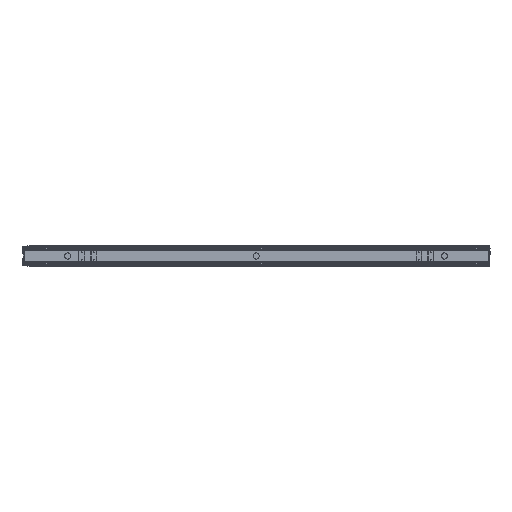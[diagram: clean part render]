
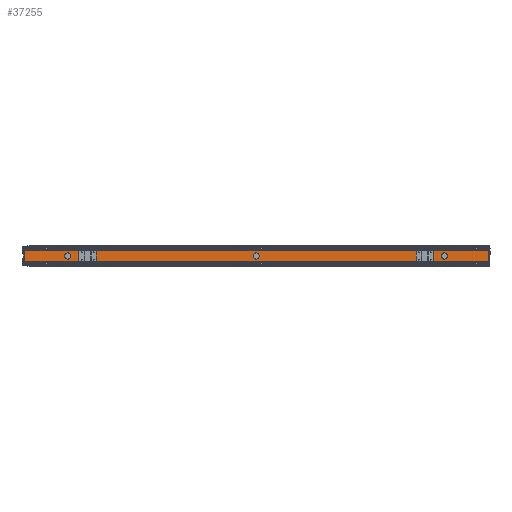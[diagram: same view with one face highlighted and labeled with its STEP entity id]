
A CAD part, left-side view. The second image highlights one B-rep face of the part: STEP entity #37255.
In plain terms, the highlighted face is planar.
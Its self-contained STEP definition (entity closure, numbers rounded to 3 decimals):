
#594=FACE_BOUND('',#5696,.T.);
#595=FACE_BOUND('',#5697,.T.);
#596=FACE_BOUND('',#5698,.T.);
#597=FACE_BOUND('',#5699,.T.);
#598=FACE_BOUND('',#5700,.T.);
#1343=PLANE('',#39930);
#3588=FACE_OUTER_BOUND('',#5695,.T.);
#5695=EDGE_LOOP('',(#30014,#30015,#30016,#30017));
#5696=EDGE_LOOP('',(#30018,#30019,#30020,#30021));
#5697=EDGE_LOOP('',(#30022,#30023,#30024,#30025));
#5698=EDGE_LOOP('',(#30026));
#5699=EDGE_LOOP('',(#30027));
#5700=EDGE_LOOP('',(#30028));
#8712=LINE('',#56521,#13298);
#8716=LINE('',#56529,#13302);
#8719=LINE('',#56535,#13305);
#8722=LINE('',#56540,#13308);
#8724=LINE('',#56546,#13310);
#8728=LINE('',#56554,#13314);
#8731=LINE('',#56560,#13317);
#8734=LINE('',#56565,#13320);
#8754=LINE('',#56626,#13340);
#8772=LINE('',#56670,#13358);
#8773=LINE('',#56672,#13359);
#8774=LINE('',#56674,#13360);
#13298=VECTOR('',#45587,10.);
#13302=VECTOR('',#45593,10.);
#13305=VECTOR('',#45598,10.);
#13308=VECTOR('',#45603,10.);
#13310=VECTOR('',#45609,10.);
#13314=VECTOR('',#45615,10.);
#13317=VECTOR('',#45620,10.);
#13320=VECTOR('',#45625,10.);
#13340=VECTOR('',#45691,10.);
#13358=VECTOR('',#45737,10.);
#13359=VECTOR('',#45740,10.);
#13360=VECTOR('',#45743,10.);
#16432=CIRCLE('',#39893,14.);
#16434=CIRCLE('',#39896,14.);
#16436=CIRCLE('',#39899,14.);
#18038=VERTEX_POINT('',#56519);
#18039=VERTEX_POINT('',#56520);
#18042=VERTEX_POINT('',#56528);
#18044=VERTEX_POINT('',#56534);
#18046=VERTEX_POINT('',#56544);
#18047=VERTEX_POINT('',#56545);
#18050=VERTEX_POINT('',#56553);
#18052=VERTEX_POINT('',#56559);
#18054=VERTEX_POINT('',#56569);
#18056=VERTEX_POINT('',#56575);
#18058=VERTEX_POINT('',#56581);
#18069=VERTEX_POINT('',#56611);
#18070=VERTEX_POINT('',#56615);
#18081=VERTEX_POINT('',#56655);
#18082=VERTEX_POINT('',#56659);
#22304=EDGE_CURVE('',#18038,#18039,#8712,.T.);
#22308=EDGE_CURVE('',#18042,#18038,#8716,.T.);
#22311=EDGE_CURVE('',#18044,#18042,#8719,.T.);
#22314=EDGE_CURVE('',#18039,#18044,#8722,.T.);
#22316=EDGE_CURVE('',#18046,#18047,#8724,.T.);
#22320=EDGE_CURVE('',#18050,#18046,#8728,.T.);
#22323=EDGE_CURVE('',#18052,#18050,#8731,.T.);
#22326=EDGE_CURVE('',#18047,#18052,#8734,.T.);
#22328=EDGE_CURVE('',#18054,#18054,#16432,.T.);
#22331=EDGE_CURVE('',#18056,#18056,#16434,.T.);
#22334=EDGE_CURVE('',#18058,#18058,#16436,.T.);
#22356=EDGE_CURVE('',#18070,#18069,#8754,.T.);
#22378=EDGE_CURVE('',#18081,#18082,#8772,.T.);
#22379=EDGE_CURVE('',#18070,#18082,#8773,.T.);
#22380=EDGE_CURVE('',#18069,#18081,#8774,.T.);
#30014=ORIENTED_EDGE('',*,*,#22356,.T.);
#30015=ORIENTED_EDGE('',*,*,#22380,.T.);
#30016=ORIENTED_EDGE('',*,*,#22378,.T.);
#30017=ORIENTED_EDGE('',*,*,#22379,.F.);
#30018=ORIENTED_EDGE('',*,*,#22304,.T.);
#30019=ORIENTED_EDGE('',*,*,#22314,.T.);
#30020=ORIENTED_EDGE('',*,*,#22311,.T.);
#30021=ORIENTED_EDGE('',*,*,#22308,.T.);
#30022=ORIENTED_EDGE('',*,*,#22316,.T.);
#30023=ORIENTED_EDGE('',*,*,#22326,.T.);
#30024=ORIENTED_EDGE('',*,*,#22323,.T.);
#30025=ORIENTED_EDGE('',*,*,#22320,.T.);
#30026=ORIENTED_EDGE('',*,*,#22328,.T.);
#30027=ORIENTED_EDGE('',*,*,#22331,.T.);
#30028=ORIENTED_EDGE('',*,*,#22334,.T.);
#37255=ADVANCED_FACE('',(#3588,#594,#595,#596,#597,#598),#1343,.T.);
#39893=AXIS2_PLACEMENT_3D('',#56570,#45631,#45632);
#39896=AXIS2_PLACEMENT_3D('',#56576,#45638,#45639);
#39899=AXIS2_PLACEMENT_3D('',#56582,#45645,#45646);
#39930=AXIS2_PLACEMENT_3D('',#56675,#45744,#45745);
#45587=DIRECTION('',(0.,0.,-1.));
#45593=DIRECTION('',(-1.,0.,0.));
#45598=DIRECTION('',(0.,0.,1.));
#45603=DIRECTION('',(1.,0.,0.));
#45609=DIRECTION('',(0.,0.,-1.));
#45615=DIRECTION('',(-1.,0.,0.));
#45620=DIRECTION('',(0.,0.,1.));
#45625=DIRECTION('',(1.,0.,0.));
#45631=DIRECTION('center_axis',(0.,-1.,0.));
#45632=DIRECTION('ref_axis',(-1.,0.,0.));
#45638=DIRECTION('center_axis',(0.,-1.,0.));
#45639=DIRECTION('ref_axis',(-1.,0.,0.));
#45645=DIRECTION('center_axis',(0.,-1.,0.));
#45646=DIRECTION('ref_axis',(-1.,0.,0.));
#45691=DIRECTION('',(-1.,0.,0.));
#45737=DIRECTION('',(1.,0.,0.));
#45740=DIRECTION('',(0.,0.,1.));
#45743=DIRECTION('',(0.,0.,1.));
#45744=DIRECTION('center_axis',(0.,1.,0.));
#45745=DIRECTION('ref_axis',(0.,0.,1.));
#56519=CARTESIAN_POINT('',(-1870.5,0.8,2.75));
#56520=CARTESIAN_POINT('',(-1870.5,0.8,-2.75));
#56521=CARTESIAN_POINT('',(-1870.5,0.8,8.375));
#56528=CARTESIAN_POINT('',(-1870.,0.8,2.75));
#56529=CARTESIAN_POINT('',(-1465.,0.8,2.75));
#56534=CARTESIAN_POINT('',(-1870.,0.8,-2.75));
#56535=CARTESIAN_POINT('',(-1870.,0.8,5.625));
#56540=CARTESIAN_POINT('',(-1465.25,0.8,-2.75));
#56544=CARTESIAN_POINT('',(-250.5,0.8,2.75));
#56545=CARTESIAN_POINT('',(-250.5,0.8,-2.75));
#56546=CARTESIAN_POINT('',(-250.5,0.8,8.375));
#56553=CARTESIAN_POINT('',(-250.,0.8,2.75));
#56554=CARTESIAN_POINT('',(-655.,0.8,2.75));
#56559=CARTESIAN_POINT('',(-250.,0.8,-2.75));
#56560=CARTESIAN_POINT('',(-250.,0.8,5.625));
#56565=CARTESIAN_POINT('',(-655.25,0.8,-2.75));
#56569=CARTESIAN_POINT('',(-1906.,0.8,0.));
#56570=CARTESIAN_POINT('Origin',(-1920.,0.8,0.));
#56575=CARTESIAN_POINT('',(-1046.,0.8,0.));
#56576=CARTESIAN_POINT('Origin',(-1060.,0.8,0.));
#56581=CARTESIAN_POINT('',(-186.,0.8,0.));
#56582=CARTESIAN_POINT('Origin',(-200.,0.8,0.));
#56611=CARTESIAN_POINT('',(-2120.,0.8,-26.4));
#56615=CARTESIAN_POINT('',(0.,0.8,-26.4));
#56626=CARTESIAN_POINT('',(-530.,0.8,-26.4));
#56655=CARTESIAN_POINT('',(-2120.,0.8,26.4));
#56659=CARTESIAN_POINT('',(0.,0.8,26.4));
#56670=CARTESIAN_POINT('',(-530.,0.8,26.4));
#56672=CARTESIAN_POINT('',(0.,0.8,28.));
#56674=CARTESIAN_POINT('',(-2120.,0.8,0.));
#56675=CARTESIAN_POINT('Origin',(-1060.,0.8,14.));
